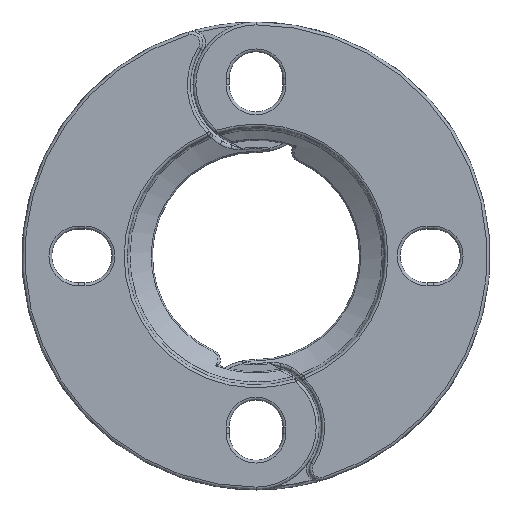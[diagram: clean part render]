
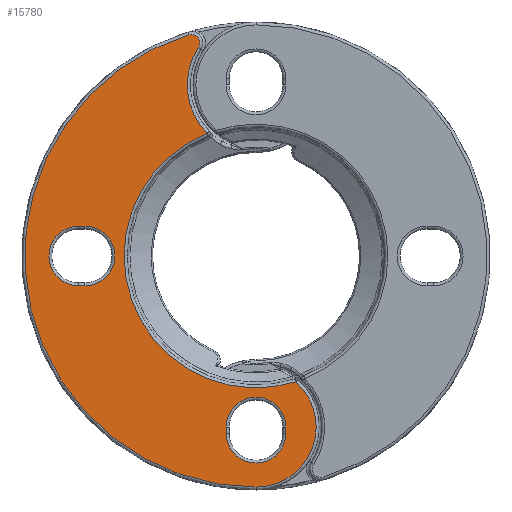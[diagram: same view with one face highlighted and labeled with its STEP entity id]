
A CAD part, left-side view. The second image highlights one B-rep face of the part: STEP entity #15780.
In plain terms, the highlighted planar face has unit normal (-1, 0, 0).
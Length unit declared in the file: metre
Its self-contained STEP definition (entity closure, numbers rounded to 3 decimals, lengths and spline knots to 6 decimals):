
#651=FACE_BOUND('',#4756,.T.);
#652=FACE_BOUND('',#4757,.T.);
#832=LINE('',#23015,#2086);
#833=LINE('',#23019,#2087);
#834=LINE('',#23025,#2088);
#835=LINE('',#23028,#2089);
#2086=VECTOR('',#18459,0.0022);
#2087=VECTOR('',#18462,0.0022);
#2088=VECTOR('',#18467,0.0022);
#2089=VECTOR('',#18470,0.0022);
#3795=FACE_OUTER_BOUND('',#4755,.T.);
#4755=EDGE_LOOP('',(#10829,#10830,#10831,#10832,#10833));
#4756=EDGE_LOOP('',(#10834,#10835,#10836,#10837));
#4757=EDGE_LOOP('',(#10838,#10839,#10840,#10841));
#5842=CIRCLE('',#16859,0.0815);
#5843=CIRCLE('',#16860,0.021214);
#5844=CIRCLE('',#16861,0.0465);
#5845=CIRCLE('',#16862,0.024214);
#5846=CIRCLE('',#16863,0.003);
#5847=CIRCLE('',#16864,0.0105);
#5848=CIRCLE('',#16865,0.0105);
#5849=CIRCLE('',#16866,0.0105);
#5850=CIRCLE('',#16867,0.0105);
#6719=VERTEX_POINT('',#23003);
#6720=VERTEX_POINT('',#23004);
#6721=VERTEX_POINT('',#23006);
#6722=VERTEX_POINT('',#23008);
#6723=VERTEX_POINT('',#23010);
#6724=VERTEX_POINT('',#23013);
#6725=VERTEX_POINT('',#23014);
#6726=VERTEX_POINT('',#23016);
#6727=VERTEX_POINT('',#23018);
#6728=VERTEX_POINT('',#23021);
#6729=VERTEX_POINT('',#23022);
#6730=VERTEX_POINT('',#23024);
#6731=VERTEX_POINT('',#23026);
#8333=EDGE_CURVE('',#6719,#6720,#5842,.T.);
#8334=EDGE_CURVE('',#6720,#6721,#5843,.T.);
#8335=EDGE_CURVE('',#6721,#6722,#5844,.F.);
#8336=EDGE_CURVE('',#6722,#6723,#5845,.F.);
#8337=EDGE_CURVE('',#6723,#6719,#5846,.T.);
#8338=EDGE_CURVE('',#6724,#6725,#832,.F.);
#8339=EDGE_CURVE('',#6725,#6726,#5847,.F.);
#8340=EDGE_CURVE('',#6726,#6727,#833,.F.);
#8341=EDGE_CURVE('',#6727,#6724,#5848,.F.);
#8342=EDGE_CURVE('',#6728,#6729,#5849,.F.);
#8343=EDGE_CURVE('',#6729,#6730,#834,.F.);
#8344=EDGE_CURVE('',#6730,#6731,#5850,.F.);
#8345=EDGE_CURVE('',#6731,#6728,#835,.F.);
#10829=ORIENTED_EDGE('',*,*,#8333,.T.);
#10830=ORIENTED_EDGE('',*,*,#8334,.T.);
#10831=ORIENTED_EDGE('',*,*,#8335,.T.);
#10832=ORIENTED_EDGE('',*,*,#8336,.T.);
#10833=ORIENTED_EDGE('',*,*,#8337,.T.);
#10834=ORIENTED_EDGE('',*,*,#8338,.T.);
#10835=ORIENTED_EDGE('',*,*,#8339,.T.);
#10836=ORIENTED_EDGE('',*,*,#8340,.T.);
#10837=ORIENTED_EDGE('',*,*,#8341,.T.);
#10838=ORIENTED_EDGE('',*,*,#8342,.T.);
#10839=ORIENTED_EDGE('',*,*,#8343,.T.);
#10840=ORIENTED_EDGE('',*,*,#8344,.T.);
#10841=ORIENTED_EDGE('',*,*,#8345,.T.);
#15444=PLANE('',#16858);
#15780=ADVANCED_FACE('',(#3795,#651,#652),#15444,.T.);
#16858=AXIS2_PLACEMENT_3D('',#23002,#18447,#18448);
#16859=AXIS2_PLACEMENT_3D('',#23005,#18449,#18450);
#16860=AXIS2_PLACEMENT_3D('',#23007,#18451,#18452);
#16861=AXIS2_PLACEMENT_3D('',#23009,#18453,#18454);
#16862=AXIS2_PLACEMENT_3D('',#23011,#18455,#18456);
#16863=AXIS2_PLACEMENT_3D('',#23012,#18457,#18458);
#16864=AXIS2_PLACEMENT_3D('',#23017,#18460,#18461);
#16865=AXIS2_PLACEMENT_3D('',#23020,#18463,#18464);
#16866=AXIS2_PLACEMENT_3D('',#23023,#18465,#18466);
#16867=AXIS2_PLACEMENT_3D('',#23027,#18468,#18469);
#18447=DIRECTION('center_axis',(-1.,0.,0.));
#18448=DIRECTION('ref_axis',(0.,0.,1.));
#18449=DIRECTION('center_axis',(-1.,0.,0.));
#18450=DIRECTION('ref_axis',(0.,0.,
1.));
#18451=DIRECTION('center_axis',(-1.,0.,0.));
#18452=DIRECTION('ref_axis',(0.,0.,
1.));
#18453=DIRECTION('center_axis',(-1.,0.,0.));
#18454=DIRECTION('ref_axis',(0.,0.,
1.));
#18455=DIRECTION('center_axis',(-1.,0.,0.));
#18456=DIRECTION('ref_axis',(0.,0.,
1.));
#18457=DIRECTION('center_axis',(-1.,0.,0.));
#18458=DIRECTION('ref_axis',(0.,0.,
1.));
#18459=DIRECTION('',(0.,0.,1.));
#18460=DIRECTION('center_axis',(-1.,0.,0.));
#18461=DIRECTION('ref_axis',(0.,0.,
-1.));
#18462=DIRECTION('',(0.,0.,-1.));
#18463=DIRECTION('center_axis',(-1.,0.,0.));
#18464=DIRECTION('ref_axis',(0.,0.,
-1.));
#18465=DIRECTION('center_axis',(-1.,0.,0.));
#18466=DIRECTION('ref_axis',(0.,0.,
-1.));
#18467=DIRECTION('',(0.,-1.,0.));
#18468=DIRECTION('center_axis',(-1.,0.,0.));
#18469=DIRECTION('ref_axis',(0.,0.,
-1.));
#18470=DIRECTION('',(0.,1.,0.));
#23002=CARTESIAN_POINT('Origin',(0.772561,0.794204,-0.142928));
#23003=CARTESIAN_POINT('',(0.772561,0.817899,-0.004662));
#23004=CARTESIAN_POINT('',(0.772561,0.794204,-0.164142));
#23005=CARTESIAN_POINT('Origin',(0.772561,0.794204,-0.082642));
#23006=CARTESIAN_POINT('',(0.772561,0.780209,-0.126985));
#23007=CARTESIAN_POINT('Origin',(0.772561,0.794204,-0.142928));
#23008=CARTESIAN_POINT('',(0.772561,0.811376,-0.039428));
#23009=CARTESIAN_POINT('Origin',(0.772561,0.794204,-0.082642));
#23010=CARTESIAN_POINT('',(0.772561,0.814511,-0.009167));
#23011=CARTESIAN_POINT('Origin',(0.772561,0.794204,-0.022356));
#23012=CARTESIAN_POINT('Origin',(0.772561,0.817027,-0.007533));
#23013=CARTESIAN_POINT('',(0.772561,0.783704,-0.142942));
#23014=CARTESIAN_POINT('',(0.772561,0.783704,-0.145142));
#23015=CARTESIAN_POINT('',(0.772561,0.783704,-0.145142));
#23016=CARTESIAN_POINT('',(0.772561,0.804704,-0.145142));
#23017=CARTESIAN_POINT('Origin',(0.772561,0.794204,-0.145142));
#23018=CARTESIAN_POINT('',(0.772561,0.804704,-0.142942));
#23019=CARTESIAN_POINT('',(0.772561,0.804704,-0.142942));
#23020=CARTESIAN_POINT('Origin',(0.772561,0.794204,-0.142942));
#23021=CARTESIAN_POINT('',(0.772561,0.854504,-0.072142));
#23022=CARTESIAN_POINT('',(0.772561,0.854504,-0.093142));
#23023=CARTESIAN_POINT('Origin',(0.772561,0.854504,-0.082642));
#23024=CARTESIAN_POINT('',(0.772561,0.856704,-0.093142));
#23025=CARTESIAN_POINT('',(0.772561,0.856704,-0.093142));
#23026=CARTESIAN_POINT('',(0.772561,0.856704,-0.072142));
#23027=CARTESIAN_POINT('Origin',(0.772561,0.856704,-0.082642));
#23028=CARTESIAN_POINT('',(0.772561,0.854504,-0.072142));
